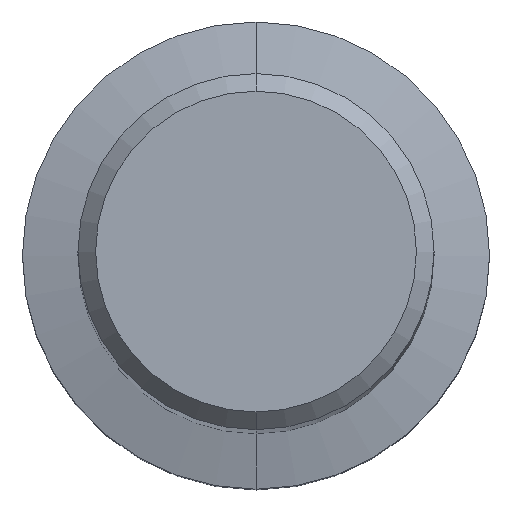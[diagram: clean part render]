
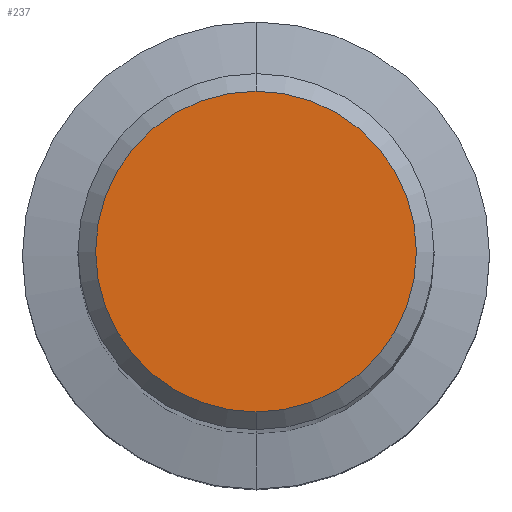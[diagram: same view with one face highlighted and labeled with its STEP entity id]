
A CAD part, top view. The second image highlights one B-rep face of the part: STEP entity #237.
In plain terms, the highlighted planar face has unit normal (0, 0, 1).
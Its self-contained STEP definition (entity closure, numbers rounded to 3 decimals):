
#143=VERTEX_POINT('',#344);
#165=EDGE_CURVE('',#143,#197,#369,.T.);
#197=VERTEX_POINT('',#405);
#237=ADVANCED_FACE('',(#451),#452,.T.);
#273=EDGE_CURVE('',#197,#143,#494,.T.);
#344=CARTESIAN_POINT('',(0.0,5.45,0.0));
#369=CIRCLE('',#599,5.45);
#405=CARTESIAN_POINT('',(0.,-5.45,0.0));
#451=FACE_OUTER_BOUND('',#702,.T.);
#452=PLANE('',#703);
#494=CIRCLE('',#755,5.45);
#599=AXIS2_PLACEMENT_3D('',#851,#852,#853);
#702=EDGE_LOOP('',(#972,#973));
#703=AXIS2_PLACEMENT_3D('',#974,#975,#976);
#755=AXIS2_PLACEMENT_3D('',#1028,#1029,#1030);
#851=CARTESIAN_POINT('',(0.0,0.0,0.0));
#852=DIRECTION('',(0.0,0.0,-1.0));
#853=DIRECTION('',(0.0,1.0,0.0));
#972=ORIENTED_EDGE('',*,*,#165,.F.);
#973=ORIENTED_EDGE('',*,*,#273,.F.);
#974=CARTESIAN_POINT('',(0.0,2.725,0.0));
#975=DIRECTION('',(-0.0,0.0,1.0));
#976=DIRECTION('',(0.0,-1.0,0.0));
#1028=CARTESIAN_POINT('',(0.0,0.0,0.0));
#1029=DIRECTION('',(0.0,0.0,-1.0));
#1030=DIRECTION('',(0.0,1.0,0.0));
